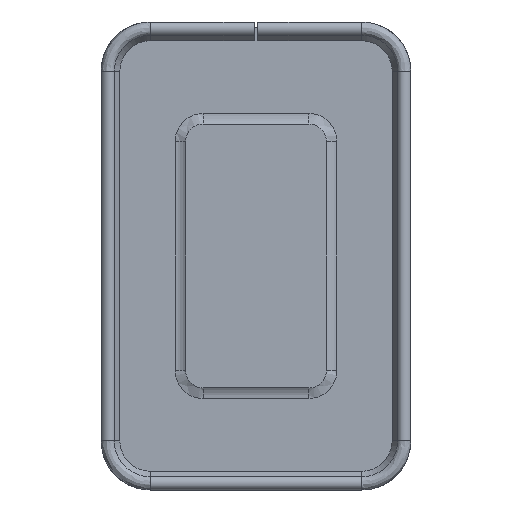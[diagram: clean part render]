
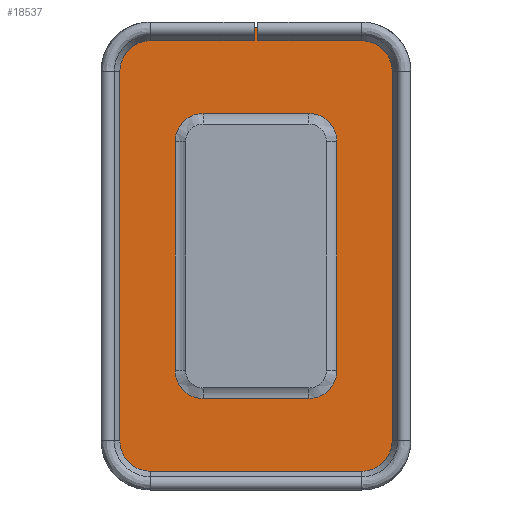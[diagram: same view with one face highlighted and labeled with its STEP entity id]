
A CAD part, front view. The second image highlights one B-rep face of the part: STEP entity #18537.
In plain terms, the highlighted free-form (B-spline) face has degree [1, 1] with [2, 2] control points.
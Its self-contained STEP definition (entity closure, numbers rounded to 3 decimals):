
#18312 = VERTEX_POINT('',#18313);
#18313 = CARTESIAN_POINT('',(5.36,0.447,
    11.614));
#18318 = EDGE_CURVE('',#18319,#18312,#18321,.T.);
#18319 = VERTEX_POINT('',#18320);
#18320 = CARTESIAN_POINT('',(7.594,0.447,
    9.38));
#18321 = ( BOUNDED_CURVE() B_SPLINE_CURVE(2,(#18322,#18323,#18324),
.UNSPECIFIED.,.F.,.F.) B_SPLINE_CURVE_WITH_KNOTS((3,3),(1.571,
3.142),.PIECEWISE_BEZIER_KNOTS.) CURVE() 
GEOMETRIC_REPRESENTATION_ITEM() RATIONAL_B_SPLINE_CURVE((1.,
0.707,1.)) REPRESENTATION_ITEM('') );
#18322 = CARTESIAN_POINT('',(7.594,0.447,
    9.38));
#18323 = CARTESIAN_POINT('',(7.594,0.447,
    11.614));
#18324 = CARTESIAN_POINT('',(5.36,0.447,
    11.614));
#18349 = VERTEX_POINT('',#18350);
#18350 = CARTESIAN_POINT('',(-5.36,0.447,
    11.614));
#18355 = EDGE_CURVE('',#18312,#18349,#18356,.T.);
#18356 = B_SPLINE_CURVE_WITH_KNOTS('',1,(#18357,#18358),.UNSPECIFIED.,
  .F.,.F.,(2,2),(0.,12.),.PIECEWISE_BEZIER_KNOTS.);
#18357 = CARTESIAN_POINT('',(5.36,0.447,
    11.614));
#18358 = CARTESIAN_POINT('',(-5.36,0.447,
    11.614));
#18378 = VERTEX_POINT('',#18379);
#18379 = CARTESIAN_POINT('',(-7.594,0.447,
    9.38));
#18384 = EDGE_CURVE('',#18349,#18378,#18385,.T.);
#18385 = ( BOUNDED_CURVE() B_SPLINE_CURVE(2,(#18386,#18387,#18388),
.UNSPECIFIED.,.F.,.F.) B_SPLINE_CURVE_WITH_KNOTS((3,3),(3.142,
4.712),.PIECEWISE_BEZIER_KNOTS.) CURVE() 
GEOMETRIC_REPRESENTATION_ITEM() RATIONAL_B_SPLINE_CURVE((1.,
0.707,1.)) REPRESENTATION_ITEM('') );
#18386 = CARTESIAN_POINT('',(-5.36,0.447,
    11.614));
#18387 = CARTESIAN_POINT('',(-7.594,0.447,
    11.614));
#18388 = CARTESIAN_POINT('',(-7.594,0.447,
    9.38));
#18409 = VERTEX_POINT('',#18410);
#18410 = CARTESIAN_POINT('',(-7.594,0.447,
    -9.38));
#18415 = EDGE_CURVE('',#18378,#18409,#18416,.T.);
#18416 = B_SPLINE_CURVE_WITH_KNOTS('',1,(#18417,#18418),.UNSPECIFIED.,
  .F.,.F.,(2,2),(0.,21.),.PIECEWISE_BEZIER_KNOTS.);
#18417 = CARTESIAN_POINT('',(-7.594,0.447,
    9.38));
#18418 = CARTESIAN_POINT('',(-7.594,0.447,
    -9.38));
#18438 = VERTEX_POINT('',#18439);
#18439 = CARTESIAN_POINT('',(-5.36,0.447,
    -11.614));
#18444 = EDGE_CURVE('',#18409,#18438,#18445,.T.);
#18445 = ( BOUNDED_CURVE() B_SPLINE_CURVE(2,(#18446,#18447,#18448),
.UNSPECIFIED.,.F.,.F.) B_SPLINE_CURVE_WITH_KNOTS((3,3),(4.712,
6.283),.PIECEWISE_BEZIER_KNOTS.) CURVE() 
GEOMETRIC_REPRESENTATION_ITEM() RATIONAL_B_SPLINE_CURVE((1.,
0.707,1.)) REPRESENTATION_ITEM('') );
#18446 = CARTESIAN_POINT('',(-7.594,0.447,
    -9.38));
#18447 = CARTESIAN_POINT('',(-7.594,0.447,
    -11.614));
#18448 = CARTESIAN_POINT('',(-5.36,0.447,
    -11.614));
#18469 = VERTEX_POINT('',#18470);
#18470 = CARTESIAN_POINT('',(5.36,0.447,
    -11.614));
#18475 = EDGE_CURVE('',#18438,#18469,#18476,.T.);
#18476 = B_SPLINE_CURVE_WITH_KNOTS('',1,(#18477,#18478),.UNSPECIFIED.,
  .F.,.F.,(2,2),(0.,12.),.PIECEWISE_BEZIER_KNOTS.);
#18477 = CARTESIAN_POINT('',(-5.36,0.447,
    -11.614));
#18478 = CARTESIAN_POINT('',(5.36,0.447,
    -11.614));
#18498 = VERTEX_POINT('',#18499);
#18499 = CARTESIAN_POINT('',(7.594,0.447,
    -9.38));
#18504 = EDGE_CURVE('',#18469,#18498,#18505,.T.);
#18505 = ( BOUNDED_CURVE() B_SPLINE_CURVE(2,(#18506,#18507,#18508),
.UNSPECIFIED.,.F.,.F.) B_SPLINE_CURVE_WITH_KNOTS((3,3),(0.,
1.571),.PIECEWISE_BEZIER_KNOTS.) CURVE() 
GEOMETRIC_REPRESENTATION_ITEM() RATIONAL_B_SPLINE_CURVE((1.,
0.707,1.)) REPRESENTATION_ITEM('') );
#18506 = CARTESIAN_POINT('',(5.36,0.447,
    -11.614));
#18507 = CARTESIAN_POINT('',(7.594,0.447,
    -11.614));
#18508 = CARTESIAN_POINT('',(7.594,0.447,
    -9.38));
#18527 = EDGE_CURVE('',#18498,#18319,#18528,.T.);
#18528 = B_SPLINE_CURVE_WITH_KNOTS('',1,(#18529,#18530),.UNSPECIFIED.,
  .F.,.F.,(2,2),(0.,21.),.PIECEWISE_BEZIER_KNOTS.);
#18529 = CARTESIAN_POINT('',(7.594,0.447,
    -9.38));
#18530 = CARTESIAN_POINT('',(7.594,0.447,
    9.38));
#18537 = ADVANCED_FACE('',(#18538,#18600),#18610,.T.);
#18538 = FACE_BOUND('',#18539,.T.);
#18539 = EDGE_LOOP('',(#18540,#18549,#18557,#18564,#18572,#18579,#18587,
    #18594));
#18540 = ORIENTED_EDGE('',*,*,#18541,.T.);
#18541 = EDGE_CURVE('',#18542,#18544,#18546,.T.);
#18542 = VERTEX_POINT('',#18543);
#18543 = CARTESIAN_POINT('',(2.68,0.447,
    -7.236));
#18544 = VERTEX_POINT('',#18545);
#18545 = CARTESIAN_POINT('',(-2.68,0.447,
    -7.236));
#18546 = B_SPLINE_CURVE_WITH_KNOTS('',1,(#18547,#18548),.UNSPECIFIED.,
  .F.,.F.,(2,2),(-6.,0.),.PIECEWISE_BEZIER_KNOTS.);
#18547 = CARTESIAN_POINT('',(2.68,0.447,
    -7.236));
#18548 = CARTESIAN_POINT('',(-2.68,0.447,
    -7.236));
#18549 = ORIENTED_EDGE('',*,*,#18550,.T.);
#18550 = EDGE_CURVE('',#18544,#18551,#18553,.T.);
#18551 = VERTEX_POINT('',#18552);
#18552 = CARTESIAN_POINT('',(-4.109,0.447,
    -5.807));
#18553 = ( BOUNDED_CURVE() B_SPLINE_CURVE(2,(#18554,#18555,#18556),
.UNSPECIFIED.,.F.,.F.) B_SPLINE_CURVE_WITH_KNOTS((3,3),(0.,
1.571),.PIECEWISE_BEZIER_KNOTS.) CURVE() 
GEOMETRIC_REPRESENTATION_ITEM() RATIONAL_B_SPLINE_CURVE((1.,
0.707,1.)) REPRESENTATION_ITEM('') );
#18554 = CARTESIAN_POINT('',(-2.68,0.447,
    -7.236));
#18555 = CARTESIAN_POINT('',(-4.109,0.447,
    -7.236));
#18556 = CARTESIAN_POINT('',(-4.109,0.447,
    -5.807));
#18557 = ORIENTED_EDGE('',*,*,#18558,.T.);
#18558 = EDGE_CURVE('',#18551,#18559,#18561,.T.);
#18559 = VERTEX_POINT('',#18560);
#18560 = CARTESIAN_POINT('',(-4.109,0.447,
    5.807));
#18561 = B_SPLINE_CURVE_WITH_KNOTS('',1,(#18562,#18563),.UNSPECIFIED.,
  .F.,.F.,(2,2),(-13.,0.),.PIECEWISE_BEZIER_KNOTS.);
#18562 = CARTESIAN_POINT('',(-4.109,0.447,
    -5.807));
#18563 = CARTESIAN_POINT('',(-4.109,0.447,
    5.807));
#18564 = ORIENTED_EDGE('',*,*,#18565,.T.);
#18565 = EDGE_CURVE('',#18559,#18566,#18568,.T.);
#18566 = VERTEX_POINT('',#18567);
#18567 = CARTESIAN_POINT('',(-2.68,0.447,
    7.236));
#18568 = ( BOUNDED_CURVE() B_SPLINE_CURVE(2,(#18569,#18570,#18571),
.UNSPECIFIED.,.F.,.F.) B_SPLINE_CURVE_WITH_KNOTS((3,3),(1.571,
3.142),.PIECEWISE_BEZIER_KNOTS.) CURVE() 
GEOMETRIC_REPRESENTATION_ITEM() RATIONAL_B_SPLINE_CURVE((1.,
0.707,1.)) REPRESENTATION_ITEM('') );
#18569 = CARTESIAN_POINT('',(-4.109,0.447,
    5.807));
#18570 = CARTESIAN_POINT('',(-4.109,0.447,
    7.236));
#18571 = CARTESIAN_POINT('',(-2.68,0.447,
    7.236));
#18572 = ORIENTED_EDGE('',*,*,#18573,.T.);
#18573 = EDGE_CURVE('',#18566,#18574,#18576,.T.);
#18574 = VERTEX_POINT('',#18575);
#18575 = CARTESIAN_POINT('',(2.68,0.447,
    7.236));
#18576 = B_SPLINE_CURVE_WITH_KNOTS('',1,(#18577,#18578),.UNSPECIFIED.,
  .F.,.F.,(2,2),(-6.,0.),.PIECEWISE_BEZIER_KNOTS.);
#18577 = CARTESIAN_POINT('',(-2.68,0.447,
    7.236));
#18578 = CARTESIAN_POINT('',(2.68,0.447,
    7.236));
#18579 = ORIENTED_EDGE('',*,*,#18580,.T.);
#18580 = EDGE_CURVE('',#18574,#18581,#18583,.T.);
#18581 = VERTEX_POINT('',#18582);
#18582 = CARTESIAN_POINT('',(4.109,0.447,
    5.807));
#18583 = ( BOUNDED_CURVE() B_SPLINE_CURVE(2,(#18584,#18585,#18586),
.UNSPECIFIED.,.F.,.F.) B_SPLINE_CURVE_WITH_KNOTS((3,3),(3.142,
4.712),.PIECEWISE_BEZIER_KNOTS.) CURVE() 
GEOMETRIC_REPRESENTATION_ITEM() RATIONAL_B_SPLINE_CURVE((1.,
0.707,1.)) REPRESENTATION_ITEM('') );
#18584 = CARTESIAN_POINT('',(2.68,0.447,
    7.236));
#18585 = CARTESIAN_POINT('',(4.109,0.447,
    7.236));
#18586 = CARTESIAN_POINT('',(4.109,0.447,
    5.807));
#18587 = ORIENTED_EDGE('',*,*,#18588,.T.);
#18588 = EDGE_CURVE('',#18581,#18589,#18591,.T.);
#18589 = VERTEX_POINT('',#18590);
#18590 = CARTESIAN_POINT('',(4.109,0.447,
    -5.807));
#18591 = B_SPLINE_CURVE_WITH_KNOTS('',1,(#18592,#18593),.UNSPECIFIED.,
  .F.,.F.,(2,2),(-13.,0.),.PIECEWISE_BEZIER_KNOTS.);
#18592 = CARTESIAN_POINT('',(4.109,0.447,
    5.807));
#18593 = CARTESIAN_POINT('',(4.109,0.447,
    -5.807));
#18594 = ORIENTED_EDGE('',*,*,#18595,.T.);
#18595 = EDGE_CURVE('',#18589,#18542,#18596,.T.);
#18596 = ( BOUNDED_CURVE() B_SPLINE_CURVE(2,(#18597,#18598,#18599),
.UNSPECIFIED.,.F.,.F.) B_SPLINE_CURVE_WITH_KNOTS((3,3),(4.712,
6.283),.PIECEWISE_BEZIER_KNOTS.) CURVE() 
GEOMETRIC_REPRESENTATION_ITEM() RATIONAL_B_SPLINE_CURVE((1.,
0.707,1.)) REPRESENTATION_ITEM('') );
#18597 = CARTESIAN_POINT('',(4.109,0.447,
    -5.807));
#18598 = CARTESIAN_POINT('',(4.109,0.447,
    -7.236));
#18599 = CARTESIAN_POINT('',(2.68,0.447,
    -7.236));
#18600 = FACE_BOUND('',#18601,.T.);
#18601 = EDGE_LOOP('',(#18602,#18603,#18604,#18605,#18606,#18607,#18608,
    #18609));
#18602 = ORIENTED_EDGE('',*,*,#18318,.T.);
#18603 = ORIENTED_EDGE('',*,*,#18355,.T.);
#18604 = ORIENTED_EDGE('',*,*,#18384,.T.);
#18605 = ORIENTED_EDGE('',*,*,#18415,.T.);
#18606 = ORIENTED_EDGE('',*,*,#18444,.T.);
#18607 = ORIENTED_EDGE('',*,*,#18475,.T.);
#18608 = ORIENTED_EDGE('',*,*,#18504,.T.);
#18609 = ORIENTED_EDGE('',*,*,#18527,.T.);
#18610 = B_SPLINE_SURFACE_WITH_KNOTS('',1,1,(
    (#18611,#18612)
    ,(#18613,#18614
  )),.UNSPECIFIED.,.F.,.F.,.F.,(2,2),(2,2),(-2.5,23.5),(-14.5,2.5),
  .PIECEWISE_BEZIER_KNOTS.);
#18611 = CARTESIAN_POINT('',(-7.594,0.447,
    11.614));
#18612 = CARTESIAN_POINT('',(7.594,0.447,
    11.614));
#18613 = CARTESIAN_POINT('',(-7.594,0.447,
    -11.614));
#18614 = CARTESIAN_POINT('',(7.594,0.447,
    -11.614));
